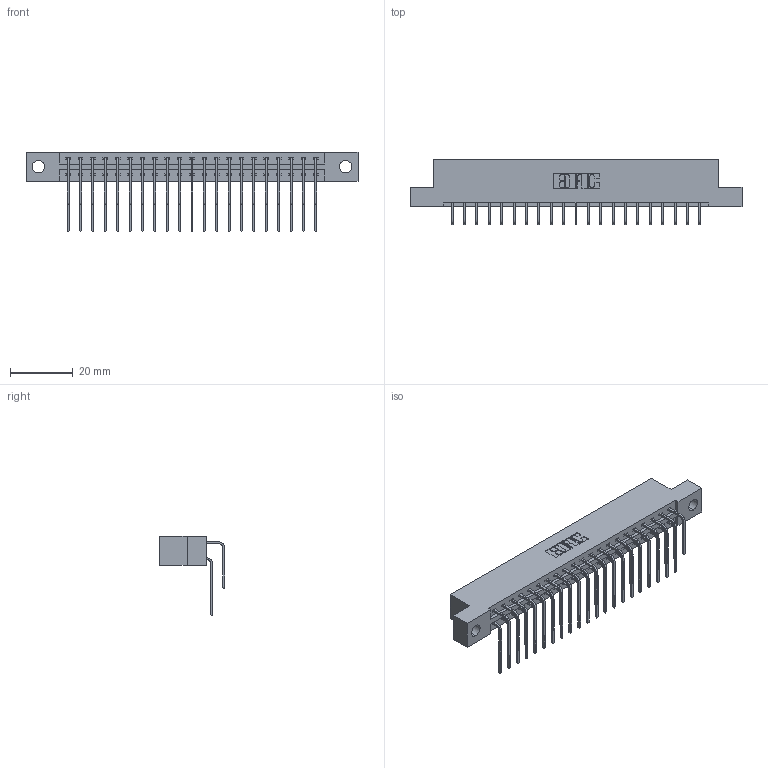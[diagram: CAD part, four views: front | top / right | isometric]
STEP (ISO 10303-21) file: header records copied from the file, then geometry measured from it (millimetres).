
FILE_DESCRIPTION (( 'STEP AP203' ), '1' );
FILE_NAME ('337-042-559-204.STEP', '2019-10-09T12:37:04', ( '' ), ( '' ), 'SwSTEP 2.0', 'SolidWorks 2016', '' );
FILE_SCHEMA (( 'CONFIG_CONTROL_DESIGN' ));
Length unit declared in the file: inch
Products named in the file (4): 345-292-001_559 Tail - 2; 345-292-001_558 559 Tail - 1; 337 Part_Flush Mounting Lugs - 0.156 Dia-TH; 337-042-559-204
Assembly tree (43 placements, depth 2):
  337-042-559-204
    337 Part_Flush Mounting Lugs - 0.156 Dia-TH
    345-292-001_558 559 Tail - 1  x21
    345-292-001_559 Tail - 2  x21
Bounding box: 106.22 x 20.9 x 25.53 mm (x, y, z)
Volume: 11069.5 mm3; surface area: 13324.1 mm2
Topology: 43 solids, 43 shells, 2466 faces, 7325 edges, 4826 vertices
Faces by surface type: plane 1750, cylinder 716
Entity records: 20785 total; most frequent: CARTESIAN_POINT 3565, ORIENTED_EDGE 3450, DIRECTION 3053, EDGE_CURVE 1725, LINE 1557, VECTOR 1557, VERTEX_POINT 1146, AXIS2_PLACEMENT_3D 748
